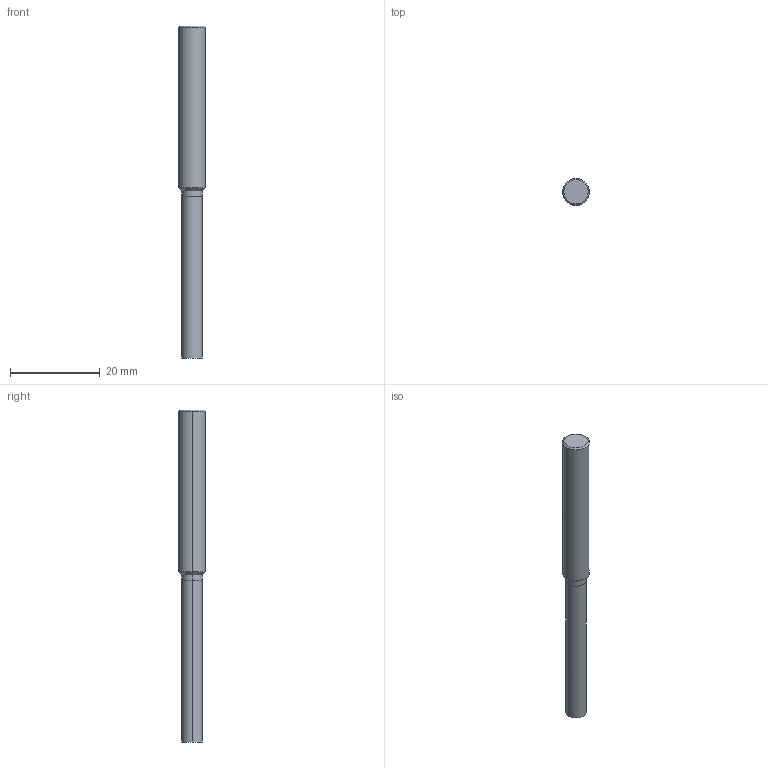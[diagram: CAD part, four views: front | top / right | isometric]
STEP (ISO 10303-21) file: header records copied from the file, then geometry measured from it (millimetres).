
FILE_DESCRIPTION((''),'2;1');
FILE_NAME('607485200-000-00-E43','2020-11-09T14:43:31',('SteckerB'),(''),'CREO PARAMETRIC BY PTC INC, 2019030','CREO PARAMETRIC BY PTC INC, 2019030','');
FILE_SCHEMA(('AP242_MANAGED_MODEL_BASED_3D_ENGINEERING_MIM_LF { 1 0 10303 442 1 1 4 }'));
Length unit declared in the file: millimetre
Products named in the file (1): 607485200-000-00-E43
Bounding box: 6 x 6 x 74 mm (x, y, z)
Volume: 1652.5 mm3; surface area: 2552.3 mm2
Topology: 1 solids, 3 shells, 32 faces, 90 edges, 70 vertices
Faces by surface type: cylinder 16, cone 8, plane 8
Entity records: 1592 total; most frequent: CARTESIAN_POINT 240, DIRECTION 202, ORIENTED_EDGE 120, PRESENTATION_STYLE_ASSIGNMENT 96, STYLED_ITEM 96, CURVE_STYLE 93, AXIS2_PLACEMENT_3D 75, EDGE_CURVE 62
